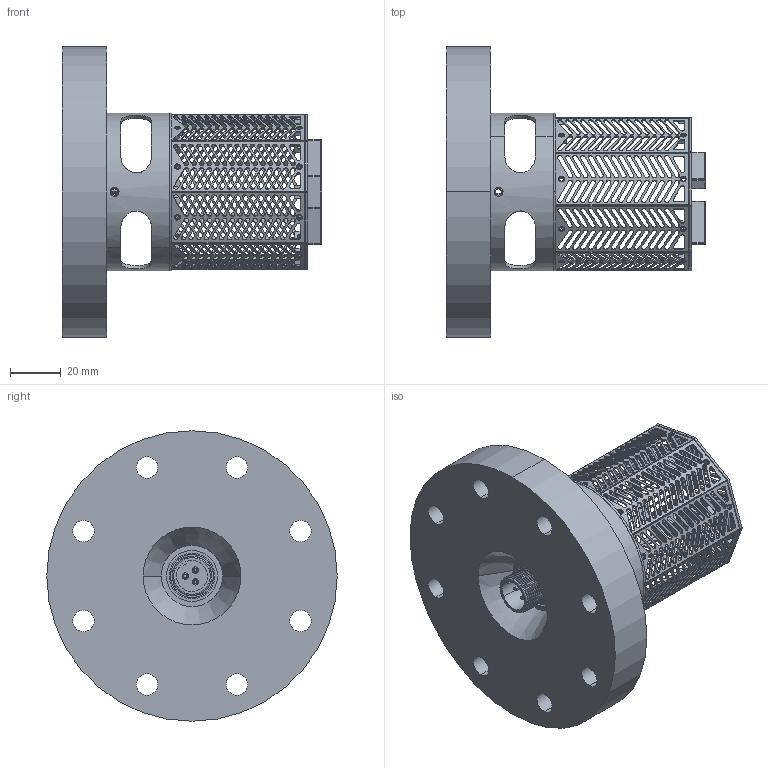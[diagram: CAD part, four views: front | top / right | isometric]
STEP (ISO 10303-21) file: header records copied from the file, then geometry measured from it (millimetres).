
FILE_DESCRIPTION (( 'STEP AP214' ), '1' );
FILE_NAME ('柲ァ撙郪璃-CF63-400L.STEP', '2023-07-20T05:47:28', ( '' ), ( '' ), 'SwSTEP 2.0', 'SolidWorks 2020', '' );
FILE_SCHEMA (( 'AUTOMOTIVE_DESIGN' ));
Length unit declared in the file: millimetre
Products named in the file (1): 柲ァ撙郪璃-CF63-400L
Bounding box: 101.8 x 114 x 114 mm (x, y, z)
Volume: 172352.4 mm3; surface area: 71135.6 mm2
Topology: 23 solids, 23 shells, 2388 faces, 6782 edges, 4459 vertices
Faces by surface type: cylinder 1229, plane 1080, cone 64, torus 12, bspline 3
Entity records: 107927 total; most frequent: CARTESIAN_POINT 15517, DIRECTION 13901, ORIENTED_EDGE 13552, EDGE_CURVE 6776, AXIS2_PLACEMENT_3D 4841, VERTEX_POINT 4459, LINE 4219, VECTOR 4219
